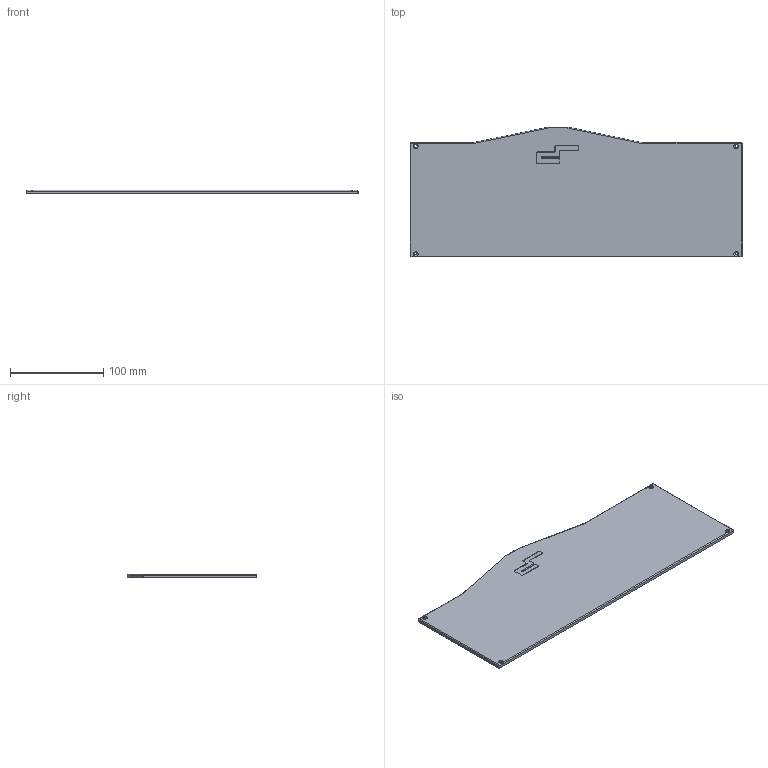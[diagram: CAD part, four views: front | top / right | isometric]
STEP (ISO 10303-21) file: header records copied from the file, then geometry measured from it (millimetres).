
FILE_DESCRIPTION( ( '' ), ' ' );
FILE_NAME( '5e917121473d89128ec20bca.step', '2020-04-11T07:26:25', ( '' ), ( '' ), ' ', ' ', ' ' );
FILE_SCHEMA( ( 'AUTOMOTIVE_DESIGN { 1 0 10303 214 1 1 1 1 }' ) );
Length unit declared in the file: metre
Products named in the file (1): base plate
Bounding box: 355.6 x 139.13 x 4 mm (x, y, z)
Volume: 180040.2 mm3; surface area: 93868 mm2
Topology: 1 solids, 1 shells, 87 faces, 220 edges, 130 vertices
Faces by surface type: cylinder 40, plane 23, torus 12, cone 4, extrusion 4, bspline 4
Full cylindrical faces by diameter (mm): 3.1 x4, 5 x2
Entity records: 3568 total; most frequent: CARTESIAN_POINT 841, DIRECTION 440, ORIENTED_EDGE 400, EDGE_CURVE 200, AXIS2_PLACEMENT_3D 169, VERTEX_POINT 122, EDGE_LOOP 102, VECTOR 102
